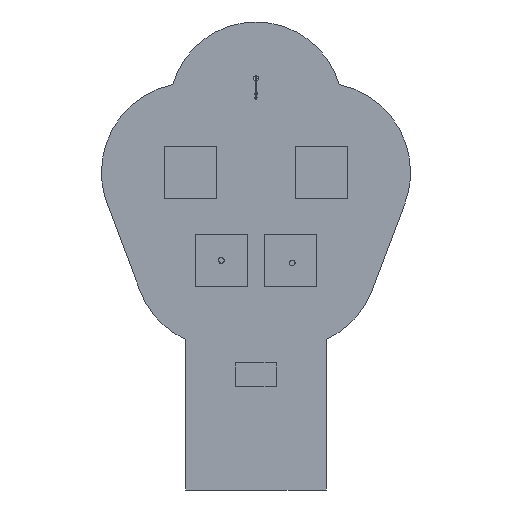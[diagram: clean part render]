
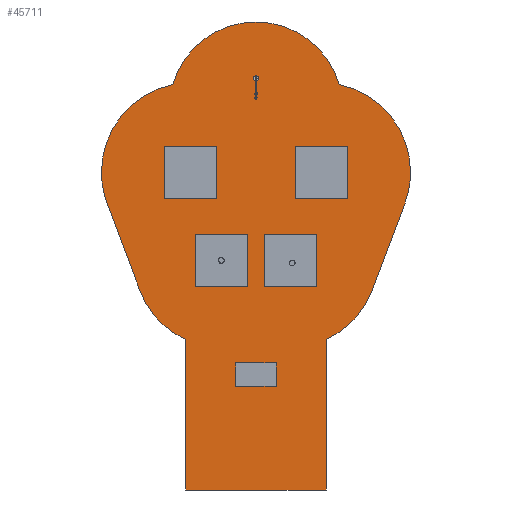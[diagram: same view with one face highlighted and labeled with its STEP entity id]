
A CAD part, front view. The second image highlights one B-rep face of the part: STEP entity #45711.
In plain terms, the highlighted planar face has unit normal (0, -1, 0).
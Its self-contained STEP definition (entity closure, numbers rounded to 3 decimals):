
#408 = DIRECTION ( 'NONE',  ( 0., 0., -1. ) ) ;
#577 = VERTEX_POINT ( 'NONE', #35245 ) ;
#598 = AXIS2_PLACEMENT_3D ( 'NONE', #62303, #30007, #81966 ) ;
#1397 = CARTESIAN_POINT ( 'NONE',  ( 600., 0., 1526. ) ) ;
#1964 = CARTESIAN_POINT ( 'NONE',  ( 2672.275, 0., 1. ) ) ;
#2072 = ORIENTED_EDGE ( 'NONE', *, *, #33183, .F. ) ;
#2223 = PLANE ( 'NONE',  #77811 ) ;
#2517 = DIRECTION ( 'NONE',  ( 0., 0., 1. ) ) ;
#2552 = CARTESIAN_POINT ( 'NONE',  ( -1215., 0., 5498.785 ) ) ;
#3073 = DIRECTION ( 'NONE',  ( 0., 0., 1. ) ) ;
#3693 = EDGE_CURVE ( 'NONE', #9336, #39876, #3852, .T. ) ;
#3852 = LINE ( 'NONE', #41727, #53626 ) ;
#5613 = CARTESIAN_POINT ( 'NONE',  ( -1000., 0., 5498.785 ) ) ;
#9179 = VERTEX_POINT ( 'NONE', #2552 ) ;
#9336 = VERTEX_POINT ( 'NONE', #61717 ) ;
#10191 = CIRCLE ( 'NONE', #598, 1549. ) ;
#10305 = ORIENTED_EDGE ( 'NONE', *, *, #58346, .F. ) ;
#11055 = ORIENTED_EDGE ( 'NONE', *, *, #29412, .F. ) ;
#11191 = VERTEX_POINT ( 'NONE', #26357 ) ;
#11351 = CIRCLE ( 'NONE', #19108, 1549. ) ;
#12163 = CARTESIAN_POINT ( 'NONE',  ( -1442.458, 0., -1516.481 ) ) ;
#12317 = VECTOR ( 'NONE', #57541, 1000. ) ;
#12568 = CARTESIAN_POINT ( 'NONE',  ( 1215., 0., 0. ) ) ;
#12616 = ORIENTED_EDGE ( 'NONE', *, *, #35196, .T. ) ;
#12979 = CARTESIAN_POINT ( 'NONE',  ( -1215., 0., 2894.128 ) ) ;
#14078 = CARTESIAN_POINT ( 'NONE',  ( -1.725, 0., -1099. ) ) ;
#15187 = EDGE_CURVE ( 'NONE', #11191, #70933, #10191, .T. ) ;
#15616 = CIRCLE ( 'NONE', #43422, 1549. ) ;
#16083 = VECTOR ( 'NONE', #408, 1000. ) ;
#16588 = VERTEX_POINT ( 'NONE', #12163 ) ;
#16616 = DIRECTION ( 'NONE',  ( 0.353, 0., -0.936 ) ) ;
#19108 = AXIS2_PLACEMENT_3D ( 'NONE', #67246, #27205, #24028 ) ;
#19532 = EDGE_CURVE ( 'NONE', #81693, #74336, #34712, .T. ) ;
#20606 = DIRECTION ( 'NONE',  ( 0., 0., 1. ) ) ;
#22404 = CIRCLE ( 'NONE', #38273, 1500. ) ;
#22817 = CARTESIAN_POINT ( 'NONE',  ( 2572.466, 0., 548.034 ) ) ;
#24028 = DIRECTION ( 'NONE',  ( 0., 0., -1. ) ) ;
#24080 = CARTESIAN_POINT ( 'NONE',  ( 1215., 0., 2894.128 ) ) ;
#24144 = EDGE_CURVE ( 'NONE', #53164, #33264, #11351, .T. ) ;
#24454 = ORIENTED_EDGE ( 'NONE', *, *, #71227, .F. ) ;
#25232 = CARTESIAN_POINT ( 'NONE',  ( -1.725, 0., -2599. ) ) ;
#26189 = CARTESIAN_POINT ( 'NONE',  ( -1215., 0., 0. ) ) ;
#26280 = EDGE_CURVE ( 'NONE', #57765, #83555, #52691, .T. ) ;
#26357 = CARTESIAN_POINT ( 'NONE',  ( 2672.275, 0., 0. ) ) ;
#27205 = DIRECTION ( 'NONE',  ( 0., 1., 0. ) ) ;
#28534 = EDGE_CURVE ( 'NONE', #70933, #70411, #70597, .T. ) ;
#28818 = LINE ( 'NONE', #39402, #44092 ) ;
#29050 = EDGE_CURVE ( 'NONE', #577, #57765, #78696, .T. ) ;
#29364 = ORIENTED_EDGE ( 'NONE', *, *, #30422, .F. ) ;
#29412 = EDGE_CURVE ( 'NONE', #39876, #30176, #15616, .T. ) ;
#30007 = DIRECTION ( 'NONE',  ( 0., 1., 0. ) ) ;
#30176 = VERTEX_POINT ( 'NONE', #71734 ) ;
#30422 = EDGE_CURVE ( 'NONE', #83555, #53164, #60443, .T. ) ;
#31234 = CARTESIAN_POINT ( 'NONE',  ( 2572.466, 0., 548.034 ) ) ;
#31824 = ORIENTED_EDGE ( 'NONE', *, *, #3693, .F. ) ;
#32333 = DIRECTION ( 'NONE',  ( 0., 0., 1. ) ) ;
#32372 = ORIENTED_EDGE ( 'NONE', *, *, #15187, .F. ) ;
#33183 = EDGE_CURVE ( 'NONE', #30176, #81693, #68103, .T. ) ;
#33264 = VERTEX_POINT ( 'NONE', #1964 ) ;
#33370 = LINE ( 'NONE', #26189, #16083 ) ;
#34712 = CIRCLE ( 'NONE', #83560, 1500. ) ;
#35196 = EDGE_CURVE ( 'NONE', #9179, #74336, #33370, .T. ) ;
#35245 = CARTESIAN_POINT ( 'NONE',  ( 1215., 0., 5498.785 ) ) ;
#35594 = CARTESIAN_POINT ( 'NONE',  ( -1126.725, 0., 1. ) ) ;
#37342 = CARTESIAN_POINT ( 'NONE',  ( -1.725, 0., -1099. ) ) ;
#38273 = AXIS2_PLACEMENT_3D ( 'NONE', #37342, #82750, #43873 ) ;
#38736 = DIRECTION ( 'NONE',  ( 0., 1., 0. ) ) ;
#39402 = CARTESIAN_POINT ( 'NONE',  ( 2672.275, 0., 1. ) ) ;
#39876 = VERTEX_POINT ( 'NONE', #63713 ) ;
#40589 = DIRECTION ( 'NONE',  ( 0.355, 0., 0.935 ) ) ;
#41442 = DIRECTION ( 'NONE',  ( 0., 1., 0. ) ) ;
#41727 = CARTESIAN_POINT ( 'NONE',  ( -2675.725, 0., 1. ) ) ;
#41771 = ORIENTED_EDGE ( 'NONE', *, *, #19532, .F. ) ;
#42083 = CARTESIAN_POINT ( 'NONE',  ( -2002.817, 0., 2057.134 ) ) ;
#42126 = DIRECTION ( 'NONE',  ( 0., 0., -1. ) ) ;
#42591 = ORIENTED_EDGE ( 'NONE', *, *, #26280, .F. ) ;
#43232 = VECTOR ( 'NONE', #16616, 1000. ) ;
#43422 = AXIS2_PLACEMENT_3D ( 'NONE', #35594, #80991, #42126 ) ;
#43873 = DIRECTION ( 'NONE',  ( 0., 0., 1. ) ) ;
#44092 = VECTOR ( 'NONE', #45931, 1000. ) ;
#45603 = DIRECTION ( 'NONE',  ( 0., 1., 0. ) ) ;
#45711 = ADVANCED_FACE ( 'NONE', ( #82909 ), #2223, .F. ) ;
#45931 = DIRECTION ( 'NONE',  ( 0., 0., -1. ) ) ;
#46188 = VECTOR ( 'NONE', #57965, 1000. ) ;
#47569 = CARTESIAN_POINT ( 'NONE',  ( -600., 0., 1526. ) ) ;
#47953 = CIRCLE ( 'NONE', #53060, 1549. ) ;
#49119 = ORIENTED_EDGE ( 'NONE', *, *, #29050, .F. ) ;
#50114 = DIRECTION ( 'NONE',  ( 0., 0., 1. ) ) ;
#52691 = CIRCLE ( 'NONE', #54104, 1500. ) ;
#53060 = AXIS2_PLACEMENT_3D ( 'NONE', #77623, #38736, #50114 ) ;
#53164 = VERTEX_POINT ( 'NONE', #31234 ) ;
#53626 = VECTOR ( 'NONE', #3073, 1000. ) ;
#54104 = AXIS2_PLACEMENT_3D ( 'NONE', #1397, #75193, #72163 ) ;
#55599 = ORIENTED_EDGE ( 'NONE', *, *, #28534, .F. ) ;
#57541 = DIRECTION ( 'NONE',  ( 1., 0., 0. ) ) ;
#57765 = VERTEX_POINT ( 'NONE', #24080 ) ;
#57965 = DIRECTION ( 'NONE',  ( 0., 0., -1. ) ) ;
#58346 = EDGE_CURVE ( 'NONE', #16588, #9336, #47953, .T. ) ;
#59495 = DIRECTION ( 'NONE',  ( 0., 1., 0. ) ) ;
#60443 = LINE ( 'NONE', #22817, #43232 ) ;
#61717 = CARTESIAN_POINT ( 'NONE',  ( -2675.725, 0., 0. ) ) ;
#62079 = LINE ( 'NONE', #5613, #12317 ) ;
#62303 = CARTESIAN_POINT ( 'NONE',  ( 1123.275, 0., 0. ) ) ;
#63713 = CARTESIAN_POINT ( 'NONE',  ( -2675.725, 0., 1. ) ) ;
#67246 = CARTESIAN_POINT ( 'NONE',  ( 1123.275, 0., 1. ) ) ;
#68103 = LINE ( 'NONE', #79498, #83365 ) ;
#69854 = CARTESIAN_POINT ( 'NONE',  ( 2003.349, 0., 2055.729 ) ) ;
#70411 = VERTEX_POINT ( 'NONE', #25232 ) ;
#70597 = CIRCLE ( 'NONE', #80348, 1500. ) ;
#70933 = VERTEX_POINT ( 'NONE', #78312 ) ;
#71227 = EDGE_CURVE ( 'NONE', #70411, #16588, #22404, .T. ) ;
#71734 = CARTESIAN_POINT ( 'NONE',  ( -2574.818, 0., 550.934 ) ) ;
#72163 = DIRECTION ( 'NONE',  ( 0., 0., 1. ) ) ;
#74336 = VERTEX_POINT ( 'NONE', #12979 ) ;
#74615 = ORIENTED_EDGE ( 'NONE', *, *, #82768, .F. ) ;
#75193 = DIRECTION ( 'NONE',  ( 0., 1., 0. ) ) ;
#77623 = CARTESIAN_POINT ( 'NONE',  ( -1126.725, 0., 0. ) ) ;
#77811 = AXIS2_PLACEMENT_3D ( 'NONE', #80319, #41442, #2517 ) ;
#78312 = CARTESIAN_POINT ( 'NONE',  ( 1439.007, 0., -1516.481 ) ) ;
#78696 = LINE ( 'NONE', #12568, #46188 ) ;
#79498 = CARTESIAN_POINT ( 'NONE',  ( -2574.818, 0., 550.934 ) ) ;
#79558 = EDGE_CURVE ( 'NONE', #33264, #11191, #28818, .T. ) ;
#79574 = EDGE_LOOP ( 'NONE', ( #32372, #80957, #82445, #29364, #42591, #49119, #74615, #12616, #41771, #2072, #11055, #31824, #10305, #24454, #55599 ) ) ;
#80319 = CARTESIAN_POINT ( 'NONE',  ( 1123.275, 0., 0. ) ) ;
#80348 = AXIS2_PLACEMENT_3D ( 'NONE', #14078, #59495, #20606 ) ;
#80957 = ORIENTED_EDGE ( 'NONE', *, *, #79558, .F. ) ;
#80991 = DIRECTION ( 'NONE',  ( 0., 1., 0. ) ) ;
#81693 = VERTEX_POINT ( 'NONE', #42083 ) ;
#81966 = DIRECTION ( 'NONE',  ( 0., 0., 1. ) ) ;
#82445 = ORIENTED_EDGE ( 'NONE', *, *, #24144, .F. ) ;
#82750 = DIRECTION ( 'NONE',  ( 0., 1., 0. ) ) ;
#82768 = EDGE_CURVE ( 'NONE', #9179, #577, #62079, .T. ) ;
#82909 = FACE_OUTER_BOUND ( 'NONE', #79574, .T. ) ;
#83365 = VECTOR ( 'NONE', #40589, 1000. ) ;
#83555 = VERTEX_POINT ( 'NONE', #69854 ) ;
#83560 = AXIS2_PLACEMENT_3D ( 'NONE', #47569, #45603, #32333 ) ;
